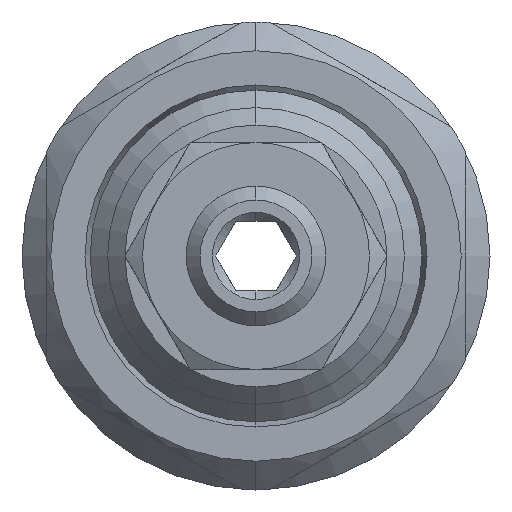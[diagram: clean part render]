
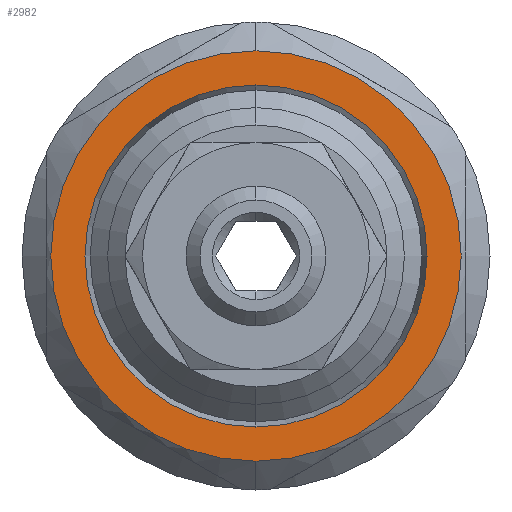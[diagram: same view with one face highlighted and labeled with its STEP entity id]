
A CAD part, left-side view. The second image highlights one B-rep face of the part: STEP entity #2982.
In plain terms, the highlighted planar face has unit normal (-1, 0, 0).
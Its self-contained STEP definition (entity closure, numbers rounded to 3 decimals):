
#10 = EDGE_LOOP ( 'NONE', ( #1664, #5211 ) ) ;
#39 = AXIS2_PLACEMENT_3D ( 'NONE', #8397, #9170, #115 ) ;
#115 = DIRECTION ( 'NONE',  ( 0., 0., 1. ) ) ;
#133 = EDGE_CURVE ( 'NONE', #8888, #2849, #8475, .T. ) ;
#500 = VERTEX_POINT ( 'NONE', #3882 ) ;
#984 = EDGE_CURVE ( 'NONE', #500, #2522, #4961, .T. ) ;
#1140 = FACE_BOUND ( 'NONE', #10, .T. ) ;
#1243 = FACE_OUTER_BOUND ( 'NONE', #3223, .T. ) ;
#1376 = CIRCLE ( 'NONE', #8233, 9.796 ) ;
#1597 = CIRCLE ( 'NONE', #39, 11.75 ) ;
#1637 = EDGE_CURVE ( 'NONE', #2849, #8888, #1597, .T. ) ;
#1664 = ORIENTED_EDGE ( 'NONE', *, *, #6602, .F. ) ;
#2220 = CARTESIAN_POINT ( 'NONE',  ( 8., 0., 9.796 ) ) ;
#2232 = DIRECTION ( 'NONE',  ( 0., 0., 1. ) ) ;
#2522 = VERTEX_POINT ( 'NONE', #2220 ) ;
#2709 = DIRECTION ( 'NONE',  ( 1., 0., 0. ) ) ;
#2712 = DIRECTION ( 'NONE',  ( -1., 0., 0. ) ) ;
#2731 = ORIENTED_EDGE ( 'NONE', *, *, #133, .T. ) ;
#2849 = VERTEX_POINT ( 'NONE', #6745 ) ;
#2872 = CARTESIAN_POINT ( 'NONE',  ( 8., 0., 0. ) ) ;
#2982 = ADVANCED_FACE ( 'NONE', ( #1140, #1243 ), #4159, .F. ) ;
#3223 = EDGE_LOOP ( 'NONE', ( #3523, #2731 ) ) ;
#3523 = ORIENTED_EDGE ( 'NONE', *, *, #1637, .T. ) ;
#3882 = CARTESIAN_POINT ( 'NONE',  ( 8., 0., -9.796 ) ) ;
#4159 = PLANE ( 'NONE',  #9134 ) ;
#4383 = DIRECTION ( 'NONE',  ( 0., 0., 1. ) ) ;
#4705 = DIRECTION ( 'NONE',  ( -1., 0., 0. ) ) ;
#4961 = CIRCLE ( 'NONE', #6642, 9.796 ) ;
#5110 = DIRECTION ( 'NONE',  ( -1., 0., 0. ) ) ;
#5211 = ORIENTED_EDGE ( 'NONE', *, *, #984, .F. ) ;
#6039 = CARTESIAN_POINT ( 'NONE',  ( 8., 0., 11.75 ) ) ;
#6243 = CARTESIAN_POINT ( 'NONE',  ( 8., 0., 0. ) ) ;
#6602 = EDGE_CURVE ( 'NONE', #2522, #500, #1376, .T. ) ;
#6642 = AXIS2_PLACEMENT_3D ( 'NONE', #7222, #2712, #7972 ) ;
#6745 = CARTESIAN_POINT ( 'NONE',  ( 8., 0., -11.75 ) ) ;
#7215 = DIRECTION ( 'NONE',  ( 0., 0., -1. ) ) ;
#7222 = CARTESIAN_POINT ( 'NONE',  ( 8., 0., 0. ) ) ;
#7966 = CARTESIAN_POINT ( 'NONE',  ( 8., 9.796, 0. ) ) ;
#7972 = DIRECTION ( 'NONE',  ( 0., 0., 1. ) ) ;
#8233 = AXIS2_PLACEMENT_3D ( 'NONE', #6243, #4705, #2232 ) ;
#8397 = CARTESIAN_POINT ( 'NONE',  ( 8., 0., 0. ) ) ;
#8475 = CIRCLE ( 'NONE', #8611, 11.75 ) ;
#8611 = AXIS2_PLACEMENT_3D ( 'NONE', #2872, #5110, #4383 ) ;
#8888 = VERTEX_POINT ( 'NONE', #6039 ) ;
#9134 = AXIS2_PLACEMENT_3D ( 'NONE', #7966, #2709, #7215 ) ;
#9170 = DIRECTION ( 'NONE',  ( -1., 0., 0. ) ) ;
